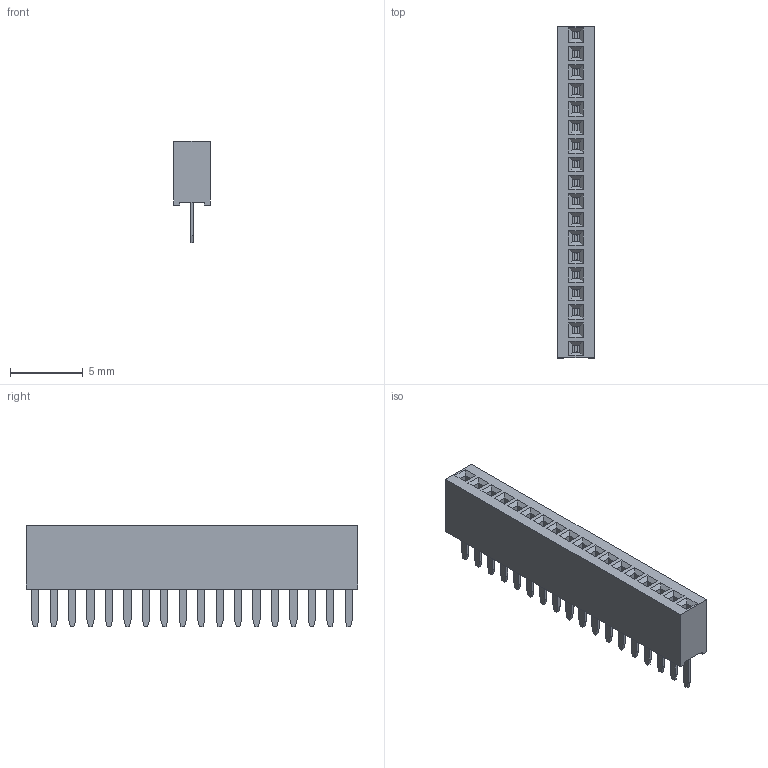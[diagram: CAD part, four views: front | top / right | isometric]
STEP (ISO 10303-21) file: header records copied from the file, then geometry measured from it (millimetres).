
FILE_DESCRIPTION(/* description */ ('model of PinSocket_1x18_P1.27mm_Vertical'),/* implementation_level */ '2;1');
FILE_NAME(/* name */ 'PinSocket_1x18_P1.27mm_Vertical.step',/* time_stamp */ '1970-01-01T00:00:00',/* author */ ('KiCAD','kicad'),/* organization */ ('OCCT'),/* preprocessor_version */ '',/* originating_system */ 'KiCAD',/* authorisation */ '');
FILE_SCHEMA(('AUTOMOTIVE_DESIGN { 1 0 10303 214 1 1 1 1 }'));
Length unit declared in the file: millimetre
Products named in the file (1): PinSocket_1x18_P1.27mm_Vertical
Bounding box: 2.54 x 22.86 x 7 mm (x, y, z)
Volume: 235.9 mm3; surface area: 554 mm2
Topology: 1 solids, 1 shells, 478 faces, 1248 edges, 808 vertices
Faces by surface type: plane 478
Entity records: 9303 total; most frequent: ORIENTED_EDGE 1908, EDGE_CURVE 1248, LINE 1174, CARTESIAN_POINT 1154, VERTEX_POINT 808, FACE_BOUND 514, EDGE_LOOP 514, ADVANCED_FACE 478
